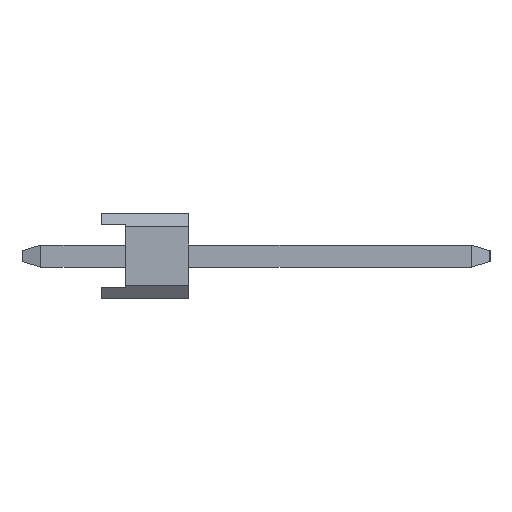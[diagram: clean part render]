
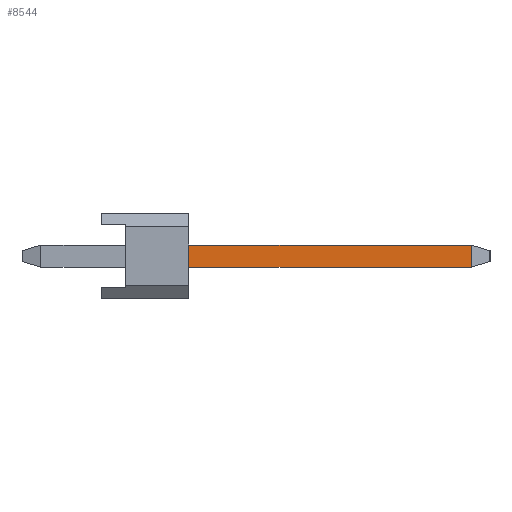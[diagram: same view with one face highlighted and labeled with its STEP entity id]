
A CAD part, left-side view. The second image highlights one B-rep face of the part: STEP entity #8544.
In plain terms, the highlighted planar face has unit normal (-1, 0, 0).
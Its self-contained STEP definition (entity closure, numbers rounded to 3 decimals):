
#4216=EDGE_CURVE('',#7306,#9262,#11376,.T.);
#4316=EDGE_CURVE('',#9262,#4542,#11489,.T.);
#4542=VERTEX_POINT('',#11740);
#7306=VERTEX_POINT('',#14800);
#7894=EDGE_CURVE('',#9584,#7306,#15439,.T.);
#8544=ADVANCED_FACE('',(#16156),#16157,.T.);
#9262=VERTEX_POINT('',#16949);
#9584=VERTEX_POINT('',#17310);
#10350=EDGE_CURVE('',#4542,#9584,#18142,.T.);
#11376=LINE('',#19504,#19505);
#11489=LINE('',#19663,#19664);
#11740=CARTESIAN_POINT('',(-28.26,-2.54,0.32));
#14800=CARTESIAN_POINT('',(-28.26,-10.744,-0.32));
#15439=LINE('',#25405,#25406);
#16156=FACE_OUTER_BOUND('',#26423,.T.);
#16157=PLANE('',#26424);
#16949=CARTESIAN_POINT('',(-28.26,-2.54,-0.32));
#17310=CARTESIAN_POINT('',(-28.26,-10.744,0.32));
#18142=LINE('',#29298,#29299);
#19504=CARTESIAN_POINT('',(-28.26,1.764,-0.32));
#19505=VECTOR('',#30614,1.0);
#19663=CARTESIAN_POINT('',(-28.26,-2.54,0.252));
#19664=VECTOR('',#30743,1.0);
#25405=CARTESIAN_POINT('',(-28.26,-10.744,0.5));
#25406=VECTOR('',#34805,1.0);
#26423=EDGE_LOOP('',(#35515,#35516,#35517,#35518));
#26424=AXIS2_PLACEMENT_3D('',#35519,#35520,#35521);
#29298=CARTESIAN_POINT('',(-28.26,-4.49,0.32));
#29299=VECTOR('',#37442,1.0);
#30614=DIRECTION('',(0.,1.0,0.));
#30743=DIRECTION('',(0.,0.,1.0));
#34805=DIRECTION('',(0.0,0.,-1.0));
#35515=ORIENTED_EDGE('',*,*,#4316,.F.);
#35516=ORIENTED_EDGE('',*,*,#4216,.F.);
#35517=ORIENTED_EDGE('',*,*,#7894,.F.);
#35518=ORIENTED_EDGE('',*,*,#10350,.F.);
#35519=CARTESIAN_POINT('',(-28.26,1.764,0.5));
#35520=DIRECTION('',(-1.0,0.,0.));
#35521=DIRECTION('',(0.,1.0,0.));
#37442=DIRECTION('',(0.,-1.0,0.));
